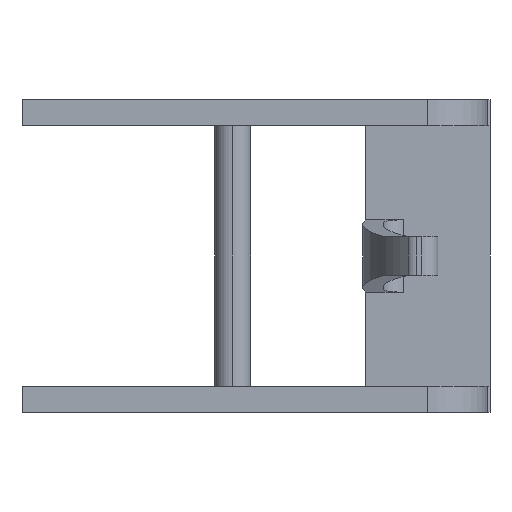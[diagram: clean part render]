
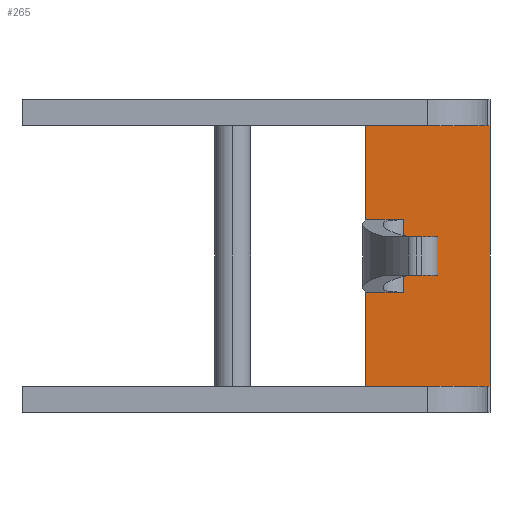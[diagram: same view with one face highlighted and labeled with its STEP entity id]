
A CAD part, left-side view. The second image highlights one B-rep face of the part: STEP entity #265.
In plain terms, the highlighted planar face has unit normal (-1, 0, 0).
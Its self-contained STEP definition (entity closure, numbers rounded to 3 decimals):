
#27 = DIRECTION ( 'NONE',  ( 0., -1., 0. ) ) ;
#111 = ORIENTED_EDGE ( 'NONE', *, *, #968, .T. ) ;
#129 = CARTESIAN_POINT ( 'NONE',  ( 3.6, 0.592, 6. ) ) ;
#224 = CARTESIAN_POINT ( 'NONE',  ( 3.6, 2.471, 14.3 ) ) ;
#265 = ADVANCED_FACE ( 'NONE', ( #2700 ), #2472, .T. ) ;
#278 = AXIS2_PLACEMENT_3D ( 'NONE', #1338, #1131, #2951 ) ;
#407 = VERTEX_POINT ( 'NONE', #1079 ) ;
#415 = ORIENTED_EDGE ( 'NONE', *, *, #1476, .F. ) ;
#453 = CARTESIAN_POINT ( 'NONE',  ( 3.6, -3.729, 1.3 ) ) ;
#533 = VECTOR ( 'NONE', #2875, 1000. ) ;
#537 = VERTEX_POINT ( 'NONE', #2034 ) ;
#710 = EDGE_CURVE ( 'NONE', #537, #2360, #2584, .T. ) ;
#721 = DIRECTION ( 'NONE',  ( 0., -1., 0. ) ) ;
#744 = DIRECTION ( 'NONE',  ( 0., 0., -1. ) ) ;
#754 = LINE ( 'NONE', #1661, #1880 ) ;
#755 = EDGE_LOOP ( 'NONE', ( #111, #962, #1109, #415, #2197, #2241, #976, #1471 ) ) ;
#801 = LINE ( 'NONE', #1039, #533 ) ;
#866 = VECTOR ( 'NONE', #1464, 1000. ) ;
#962 = ORIENTED_EDGE ( 'NONE', *, *, #2519, .T. ) ;
#968 = EDGE_CURVE ( 'NONE', #2538, #407, #2286, .T. ) ;
#976 = ORIENTED_EDGE ( 'NONE', *, *, #2173, .F. ) ;
#1006 = LINE ( 'NONE', #2829, #2929 ) ;
#1039 = CARTESIAN_POINT ( 'NONE',  ( 3.6, 2.471, 6. ) ) ;
#1079 = CARTESIAN_POINT ( 'NONE',  ( 3.6, 2.471, 9.6 ) ) ;
#1084 = CARTESIAN_POINT ( 'NONE',  ( 3.6, -3.729, 14.3 ) ) ;
#1109 = ORIENTED_EDGE ( 'NONE', *, *, #1848, .T. ) ;
#1131 = DIRECTION ( 'NONE',  ( -1., 0., 0. ) ) ;
#1158 = LINE ( 'NONE', #1438, #2406 ) ;
#1210 = VECTOR ( 'NONE', #721, 1000. ) ;
#1338 = CARTESIAN_POINT ( 'NONE',  ( 3.6, 26.271, 14.3 ) ) ;
#1438 = CARTESIAN_POINT ( 'NONE',  ( 3.6, 2.471, 14.3 ) ) ;
#1464 = DIRECTION ( 'NONE',  ( 0., -1., 0. ) ) ;
#1471 = ORIENTED_EDGE ( 'NONE', *, *, #1645, .F. ) ;
#1476 = EDGE_CURVE ( 'NONE', #2279, #2754, #801, .T. ) ;
#1482 = DIRECTION ( 'NONE',  ( 0., 0., -1. ) ) ;
#1575 = LINE ( 'NONE', #2483, #1210 ) ;
#1642 = LINE ( 'NONE', #2102, #2549 ) ;
#1645 = EDGE_CURVE ( 'NONE', #2538, #2815, #1575, .T. ) ;
#1661 = CARTESIAN_POINT ( 'NONE',  ( 3.6, -3.729, 14.3 ) ) ;
#1843 = DIRECTION ( 'NONE',  ( 0., 0., -1. ) ) ;
#1848 = EDGE_CURVE ( 'NONE', #2672, #2754, #1006, .T. ) ;
#1880 = VECTOR ( 'NONE', #2569, 1000. ) ;
#1946 = CARTESIAN_POINT ( 'NONE',  ( 3.6, 2.471, 6. ) ) ;
#2034 = CARTESIAN_POINT ( 'NONE',  ( 3.6, 2.471, 1.3 ) ) ;
#2102 = CARTESIAN_POINT ( 'NONE',  ( 3.6, 2.471, 9.6 ) ) ;
#2173 = EDGE_CURVE ( 'NONE', #2815, #2360, #754, .T. ) ;
#2193 = CARTESIAN_POINT ( 'NONE',  ( 3.6, 0.592, 9.6 ) ) ;
#2197 = ORIENTED_EDGE ( 'NONE', *, *, #2941, .T. ) ;
#2241 = ORIENTED_EDGE ( 'NONE', *, *, #710, .T. ) ;
#2279 = VERTEX_POINT ( 'NONE', #1946 ) ;
#2286 = LINE ( 'NONE', #224, #2491 ) ;
#2343 = CARTESIAN_POINT ( 'NONE',  ( 3.6, 2.471, 14.3 ) ) ;
#2360 = VERTEX_POINT ( 'NONE', #453 ) ;
#2365 = CARTESIAN_POINT ( 'NONE',  ( 3.6, 26.271, 1.3 ) ) ;
#2406 = VECTOR ( 'NONE', #744, 1000. ) ;
#2472 = PLANE ( 'NONE',  #278 ) ;
#2483 = CARTESIAN_POINT ( 'NONE',  ( 3.6, 26.271, 14.3 ) ) ;
#2491 = VECTOR ( 'NONE', #1843, 1000. ) ;
#2519 = EDGE_CURVE ( 'NONE', #407, #2672, #1642, .T. ) ;
#2538 = VERTEX_POINT ( 'NONE', #2343 ) ;
#2549 = VECTOR ( 'NONE', #27, 1000. ) ;
#2569 = DIRECTION ( 'NONE',  ( 0., 0., -1. ) ) ;
#2584 = LINE ( 'NONE', #2365, #866 ) ;
#2672 = VERTEX_POINT ( 'NONE', #2193 ) ;
#2700 = FACE_OUTER_BOUND ( 'NONE', #755, .T. ) ;
#2754 = VERTEX_POINT ( 'NONE', #129 ) ;
#2815 = VERTEX_POINT ( 'NONE', #1084 ) ;
#2829 = CARTESIAN_POINT ( 'NONE',  ( 3.6, 0.592, 6. ) ) ;
#2875 = DIRECTION ( 'NONE',  ( 0., -1., 0. ) ) ;
#2929 = VECTOR ( 'NONE', #1482, 1000. ) ;
#2941 = EDGE_CURVE ( 'NONE', #2279, #537, #1158, .T. ) ;
#2951 = DIRECTION ( 'NONE',  ( 0., 0., 1. ) ) ;
